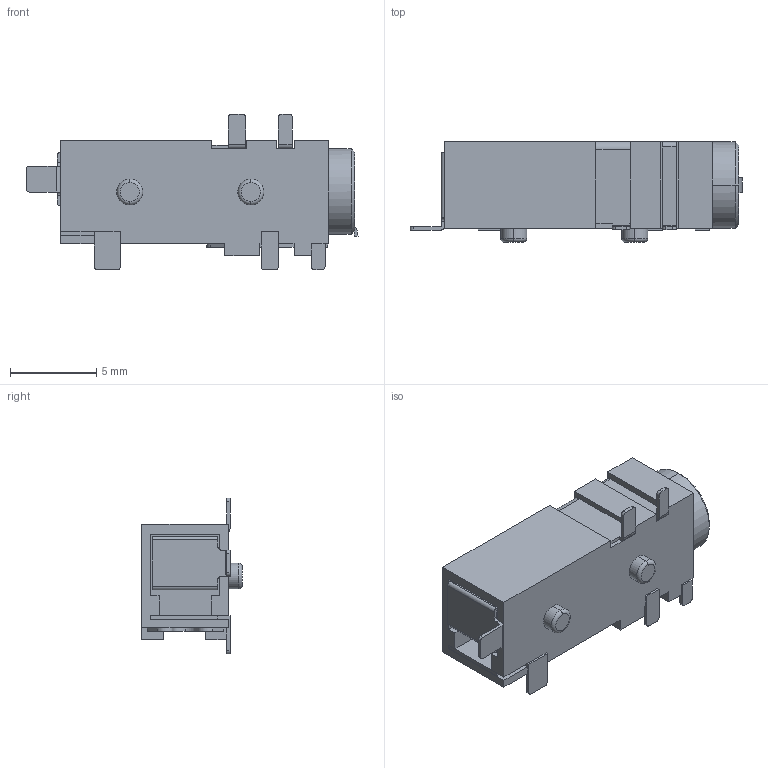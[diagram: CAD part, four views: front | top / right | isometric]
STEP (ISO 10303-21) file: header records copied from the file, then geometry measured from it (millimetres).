
FILE_DESCRIPTION (( 'STEP AP214' ), '1' );
FILE_NAME ('CUI_DEVICES_SJ-43516-SMT-TR-PI.step', '2019-10-20T22:32:39', ( '' ), ( '' ), 'SwSTEP 2.0', 'SolidWorks 2019', '' );
FILE_SCHEMA (( 'AUTOMOTIVE_DESIGN' ));
Length unit declared in the file: inch
Products named in the file (1): CUI_DEVICES_SJ-43516-SMT-TR-PI
Bounding box: 19.2 x 5.8 x 9 mm (x, y, z)
Volume: 452.1 mm3; surface area: 628.2 mm2
Topology: 1 solids, 1 shells, 219 faces, 621 edges, 405 vertices
Faces by surface type: plane 168, cylinder 44, torus 4, cone 3
Entity records: 9660 total; most frequent: CARTESIAN_POINT 1264, ORIENTED_EDGE 1242, DIRECTION 1162, EDGE_CURVE 621, LINE 512, VECTOR 512, VERTEX_POINT 405, AXIS2_PLACEMENT_3D 325
